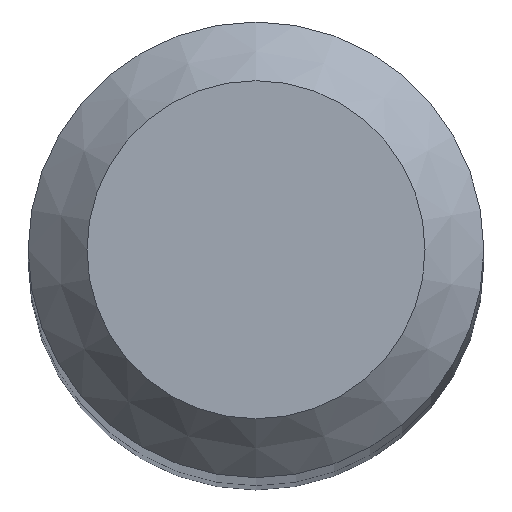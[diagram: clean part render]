
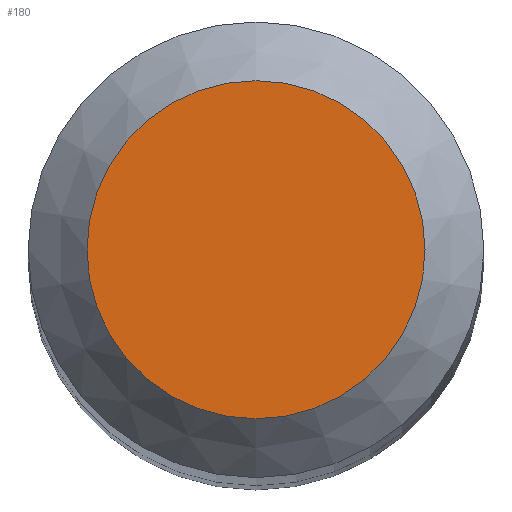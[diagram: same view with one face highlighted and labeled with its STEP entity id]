
A CAD part, top view. The second image highlights one B-rep face of the part: STEP entity #180.
In plain terms, the highlighted planar face has unit normal (0, 0, 1).
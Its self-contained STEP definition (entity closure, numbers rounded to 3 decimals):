
#28 = CARTESIAN_POINT ( 'NONE',  ( 0., 0., 49. ) ) ;
#40 = DIRECTION ( 'NONE',  ( 0., 0., -1. ) ) ;
#43 = DIRECTION ( 'NONE',  ( 0., 1., 0. ) ) ;
#48 = AXIS2_PLACEMENT_3D ( 'NONE', #28, #181, #43 ) ;
#70 = EDGE_LOOP ( 'NONE', ( #130 ) ) ;
#74 = VERTEX_POINT ( 'NONE', #78 ) ;
#78 = CARTESIAN_POINT ( 'NONE',  ( 0., 1.15, 49. ) ) ;
#94 = EDGE_CURVE ( 'NONE', #74, #74, #137, .T. ) ;
#130 = ORIENTED_EDGE ( 'NONE', *, *, #94, .F. ) ;
#133 = FACE_OUTER_BOUND ( 'NONE', #70, .T. ) ;
#137 = CIRCLE ( 'NONE', #48, 1.15 ) ;
#146 = AXIS2_PLACEMENT_3D ( 'NONE', #166, #40, #152 ) ;
#152 = DIRECTION ( 'NONE',  ( 0., 1., 0. ) ) ;
#166 = CARTESIAN_POINT ( 'NONE',  ( 0., 0., 49. ) ) ;
#180 = ADVANCED_FACE ( 'NONE', ( #133 ), #196, .F. ) ;
#181 = DIRECTION ( 'NONE',  ( 0., 0., -1. ) ) ;
#196 = PLANE ( 'NONE',  #146 ) ;
